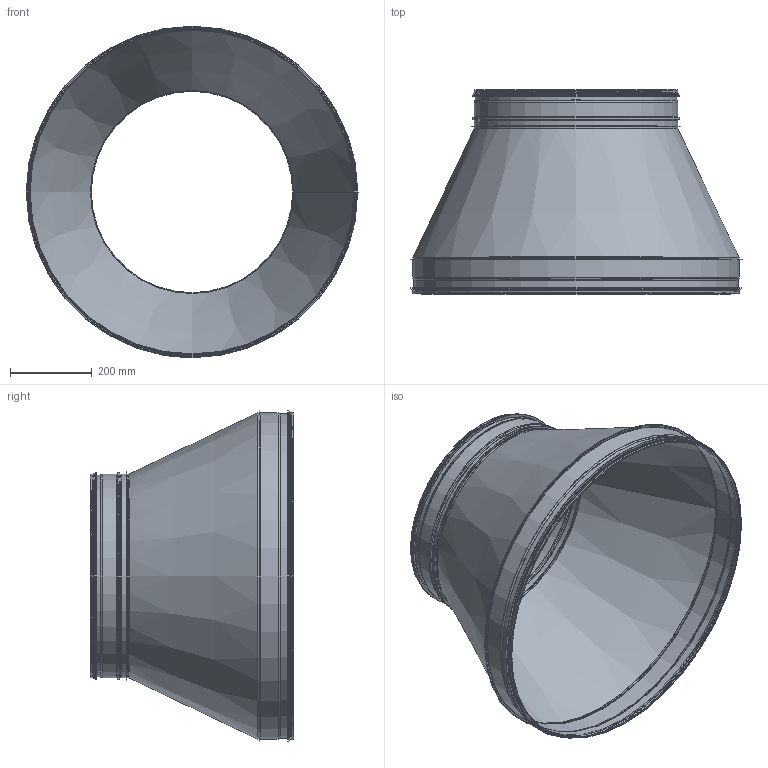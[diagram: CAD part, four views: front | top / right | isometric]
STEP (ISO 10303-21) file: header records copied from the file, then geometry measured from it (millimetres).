
FILE_DESCRIPTION((''),'2;1');
FILE_NAME('HFC_12-10.stp','2014-02-19T13:46:42',(''),(''),'Autodesk Inventor 2013','Autodesk Inventor 2013','');
FILE_SCHEMA(('AUTOMOTIVE_DESIGN { 1 2 10303 214 0 1 1 1 }'));
Length unit declared in the file: millimetre
Products named in the file (8): HFC_12-10; KonFallsadHFC_800-500; StosMedFals-800; StosMedFalsRörämne-800; 999012; HSGMedFals-500; HSGMedFalsRörämne-500; 999010
Assembly tree (7 placements, depth 3):
  HFC_12-10
    KonFallsadHFC_800-500
    StosMedFals-800
      StosMedFalsRörämne-800
      999012
    HSGMedFals-500
      HSGMedFalsRörämne-500
      999010
Bounding box: 813.08 x 499.46 x 813.08 mm (x, y, z)
Volume: 812958.8 mm3; surface area: 2610031.8 mm2
Topology: 5 solids, 5 shells, 208 faces, 406 edges, 214 vertices
Faces by surface type: plane 106, torus 50, cylinder 34, cone 18
Full cylindrical faces by diameter (mm): 492.95 x1, 493.95 x1, 495.15 x1, 497.55 x1, 497.75 x6, 498.75 x4, 501.75 x1, 504.15 x1, 509.15 x1, 512.75 x1, 792.85 x1, 793.85 x1, 795.05 x1, 797.45 x1, 797.65 x5, 798.65 x3, 801.65 x1, 804.05 x1, 809.05 x1, 809.65 x1
Entity records: 5497 total; most frequent: DIRECTION 1026, CARTESIAN_POINT 815, ORIENTED_EDGE 756, AXIS2_PLACEMENT_3D 425, EDGE_CURVE 378, EDGE_LOOP 246, VERTEX_POINT 214, STYLED_ITEM 213
